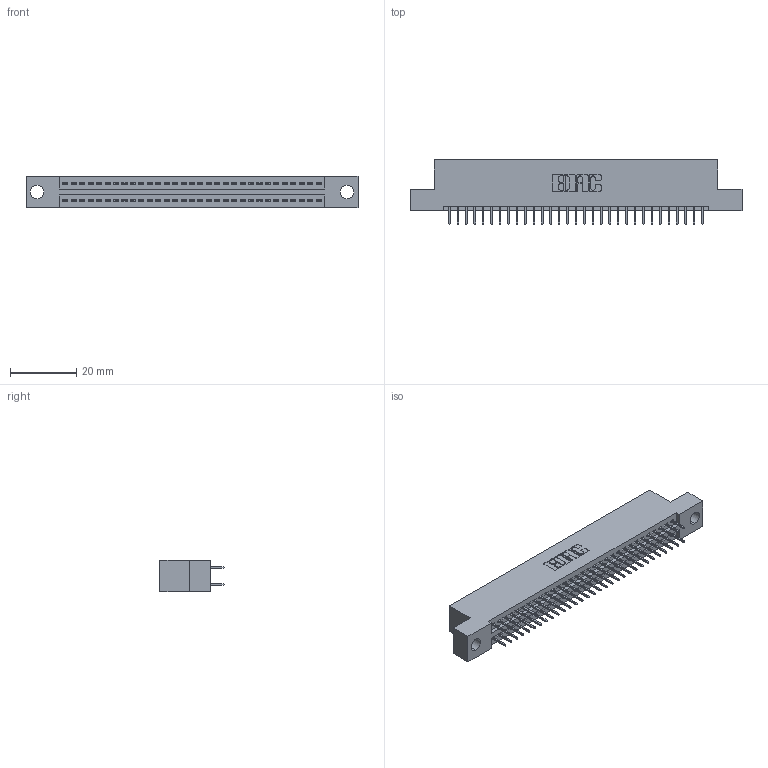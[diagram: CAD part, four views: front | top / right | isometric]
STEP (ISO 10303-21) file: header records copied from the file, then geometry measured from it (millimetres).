
FILE_DESCRIPTION (( 'STEP AP203' ), '1' );
FILE_NAME ('395-062-524-204.STEP', '2021-06-17T02:27:02', ( '' ), ( '' ), 'SwSTEP 2.0', 'SolidWorks 2020', '' );
FILE_SCHEMA (( 'CONFIG_CONTROL_DESIGN' ));
Length unit declared in the file: inch
Products named in the file (3): 345 Part_Flush Mounting Lugs - 0.156 Dia-TI; 345-292-001_345-293-124; 395-062-524-204
Assembly tree (63 placements, depth 2):
  395-062-524-204
    345 Part_Flush Mounting Lugs - 0.156 Dia-TI
    345-292-001_345-293-124  x62
Bounding box: 99.95 x 19.35 x 9.4 mm (x, y, z)
Volume: 9407.3 mm3; surface area: 13296.4 mm2
Topology: 63 solids, 63 shells, 3488 faces, 9863 edges, 6326 vertices
Faces by surface type: plane 2512, cylinder 976
Entity records: 26297 total; most frequent: CARTESIAN_POINT 4422, ORIENTED_EDGE 4354, DIRECTION 3913, EDGE_CURVE 2177, LINE 1925, VECTOR 1925, VERTEX_POINT 1446, AXIS2_PLACEMENT_3D 994
